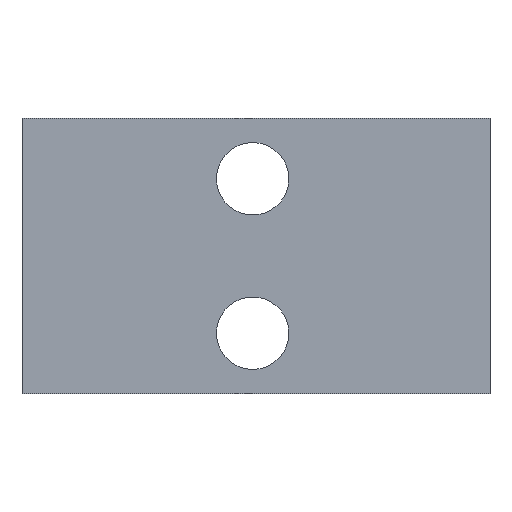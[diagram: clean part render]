
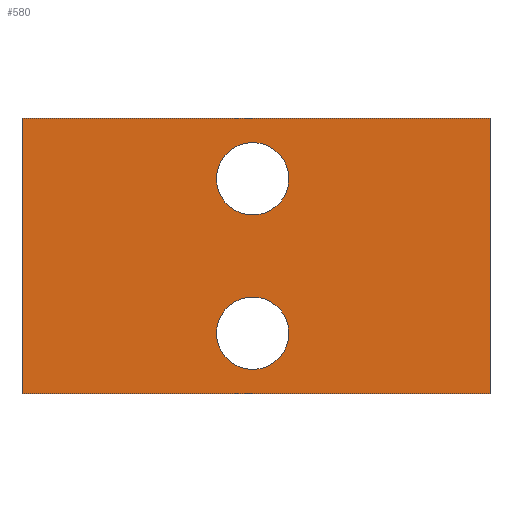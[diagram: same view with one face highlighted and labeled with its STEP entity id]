
A CAD part, front view. The second image highlights one B-rep face of the part: STEP entity #580.
In plain terms, the highlighted planar face has unit normal (0, -1, 0).
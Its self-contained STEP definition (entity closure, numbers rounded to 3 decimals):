
#12 = LINE ( 'NONE', #412, #824 ) ;
#15 = CARTESIAN_POINT ( 'NONE',  ( -576.442, 515.958, -23.5 ) ) ;
#16 = CARTESIAN_POINT ( 'NONE',  ( 0., 515.958, 0. ) ) ;
#25 = EDGE_LOOP ( 'NONE', ( #476, #1234 ) ) ;
#27 = EDGE_CURVE ( 'NONE', #998, #856, #466, .T. ) ;
#98 = EDGE_CURVE ( 'NONE', #938, #802, #936, .T. ) ;
#102 = DIRECTION ( 'NONE',  ( 0., 0., 1. ) ) ;
#107 = CARTESIAN_POINT ( 'NONE',  ( -624.259, 515.958, 28.5 ) ) ;
#111 = VERTEX_POINT ( 'NONE', #629 ) ;
#115 = EDGE_CURVE ( 'NONE', #375, #893, #12, .T. ) ;
#125 = VERTEX_POINT ( 'NONE', #1036 ) ;
#137 = FACE_OUTER_BOUND ( 'NONE', #747, .T. ) ;
#140 = ORIENTED_EDGE ( 'NONE', *, *, #115, .F. ) ;
#152 = VECTOR ( 'NONE', #446, 1000. ) ;
#188 = LINE ( 'NONE', #907, #342 ) ;
#210 = CARTESIAN_POINT ( 'NONE',  ( -576.442, 515.958, 16. ) ) ;
#219 = CARTESIAN_POINT ( 'NONE',  ( -624.259, 515.958, 28.5 ) ) ;
#232 = ORIENTED_EDGE ( 'NONE', *, *, #436, .F. ) ;
#249 = ORIENTED_EDGE ( 'NONE', *, *, #717, .T. ) ;
#250 = CARTESIAN_POINT ( 'NONE',  ( -576.442, 515.958, -16. ) ) ;
#270 = CARTESIAN_POINT ( 'NONE',  ( -576.442, 515.958, -8.5 ) ) ;
#288 = DIRECTION ( 'NONE',  ( 0., 1., 0. ) ) ;
#307 = CARTESIAN_POINT ( 'NONE',  ( -576.442, 515.958, 16. ) ) ;
#312 = CARTESIAN_POINT ( 'NONE',  ( -624.259, 515.958, -28.5 ) ) ;
#328 = DIRECTION ( 'NONE',  ( -1., 0., 0. ) ) ;
#342 = VECTOR ( 'NONE', #992, 1000. ) ;
#365 = DIRECTION ( 'NONE',  ( 0., 0., 1. ) ) ;
#375 = VERTEX_POINT ( 'NONE', #377 ) ;
#377 = CARTESIAN_POINT ( 'NONE',  ( -527.259, 515.958, -28.5 ) ) ;
#388 = CARTESIAN_POINT ( 'NONE',  ( -576.442, 515.958, -16. ) ) ;
#394 = DIRECTION ( 'NONE',  ( 0., 0., 1. ) ) ;
#412 = CARTESIAN_POINT ( 'NONE',  ( -527.259, 515.958, -28.5 ) ) ;
#436 = EDGE_CURVE ( 'NONE', #893, #938, #188, .T. ) ;
#446 = DIRECTION ( 'NONE',  ( 0., 0., -1. ) ) ;
#449 = CIRCLE ( 'NONE', #660, 7.5 ) ;
#456 = DIRECTION ( 'NONE',  ( 0., 1., 0. ) ) ;
#466 = CIRCLE ( 'NONE', #971, 7.5 ) ;
#467 = AXIS2_PLACEMENT_3D ( 'NONE', #307, #1119, #1035 ) ;
#476 = ORIENTED_EDGE ( 'NONE', *, *, #528, .T. ) ;
#515 = DIRECTION ( 'NONE',  ( 1., 0., 0. ) ) ;
#525 = DIRECTION ( 'NONE',  ( 0., 0., 1. ) ) ;
#528 = EDGE_CURVE ( 'NONE', #125, #111, #1262, .T. ) ;
#576 = EDGE_LOOP ( 'NONE', ( #249, #1005 ) ) ;
#580 = ADVANCED_FACE ( 'NONE', ( #720, #607, #137 ), #921, .F. ) ;
#607 = FACE_BOUND ( 'NONE', #25, .T. ) ;
#629 = CARTESIAN_POINT ( 'NONE',  ( -576.442, 515.958, 8.5 ) ) ;
#660 = AXIS2_PLACEMENT_3D ( 'NONE', #210, #1009, #102 ) ;
#717 = EDGE_CURVE ( 'NONE', #856, #998, #1208, .T. ) ;
#720 = FACE_BOUND ( 'NONE', #576, .T. ) ;
#747 = EDGE_LOOP ( 'NONE', ( #140, #1122, #1049, #232 ) ) ;
#781 = LINE ( 'NONE', #1180, #152 ) ;
#802 = VERTEX_POINT ( 'NONE', #885 ) ;
#806 = AXIS2_PLACEMENT_3D ( 'NONE', #250, #456, #365 ) ;
#824 = VECTOR ( 'NONE', #328, 1000. ) ;
#856 = VERTEX_POINT ( 'NONE', #270 ) ;
#881 = EDGE_CURVE ( 'NONE', #802, #375, #781, .T. ) ;
#885 = CARTESIAN_POINT ( 'NONE',  ( -527.259, 515.958, 28.5 ) ) ;
#893 = VERTEX_POINT ( 'NONE', #312 ) ;
#907 = CARTESIAN_POINT ( 'NONE',  ( -624.259, 515.958, -28.5 ) ) ;
#921 = PLANE ( 'NONE',  #1183 ) ;
#936 = LINE ( 'NONE', #107, #1261 ) ;
#938 = VERTEX_POINT ( 'NONE', #219 ) ;
#971 = AXIS2_PLACEMENT_3D ( 'NONE', #388, #288, #394 ) ;
#992 = DIRECTION ( 'NONE',  ( 0., 0., 1. ) ) ;
#998 = VERTEX_POINT ( 'NONE', #15 ) ;
#1005 = ORIENTED_EDGE ( 'NONE', *, *, #27, .T. ) ;
#1009 = DIRECTION ( 'NONE',  ( 0., 1., 0. ) ) ;
#1035 = DIRECTION ( 'NONE',  ( 0., 0., 1. ) ) ;
#1036 = CARTESIAN_POINT ( 'NONE',  ( -576.442, 515.958, 23.5 ) ) ;
#1049 = ORIENTED_EDGE ( 'NONE', *, *, #98, .F. ) ;
#1119 = DIRECTION ( 'NONE',  ( 0., 1., 0. ) ) ;
#1122 = ORIENTED_EDGE ( 'NONE', *, *, #881, .F. ) ;
#1180 = CARTESIAN_POINT ( 'NONE',  ( -527.259, 515.958, 28.5 ) ) ;
#1183 = AXIS2_PLACEMENT_3D ( 'NONE', #16, #1232, #525 ) ;
#1189 = EDGE_CURVE ( 'NONE', #111, #125, #449, .T. ) ;
#1208 = CIRCLE ( 'NONE', #806, 7.5 ) ;
#1232 = DIRECTION ( 'NONE',  ( 0., 1., 0. ) ) ;
#1234 = ORIENTED_EDGE ( 'NONE', *, *, #1189, .T. ) ;
#1261 = VECTOR ( 'NONE', #515, 1000. ) ;
#1262 = CIRCLE ( 'NONE', #467, 7.5 ) ;
